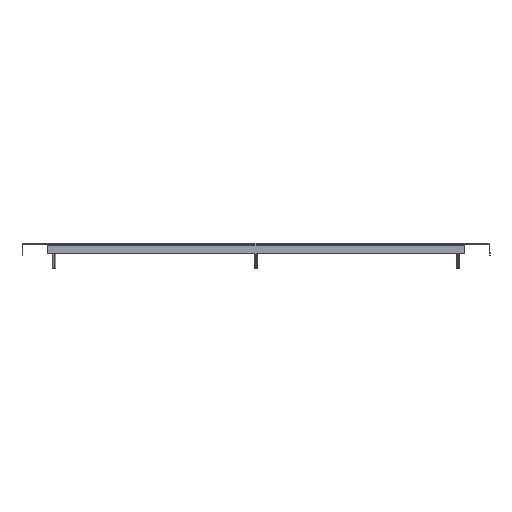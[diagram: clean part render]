
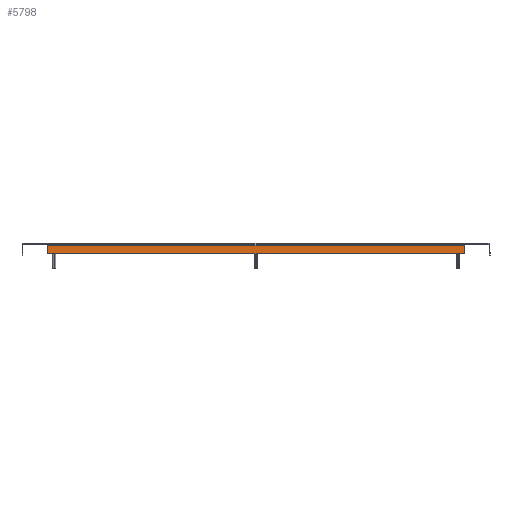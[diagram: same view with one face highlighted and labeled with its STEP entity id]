
A CAD part, front view. The second image highlights one B-rep face of the part: STEP entity #5798.
In plain terms, the highlighted planar face has unit normal (0, -1, 0).
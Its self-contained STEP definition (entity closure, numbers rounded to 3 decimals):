
#3 = EDGE_LOOP ( 'NONE', ( #416, #6390, #2767, #6184 ) ) ;
#144 = AXIS2_PLACEMENT_3D ( 'NONE', #1407, #4817, #4291 ) ;
#416 = ORIENTED_EDGE ( 'NONE', *, *, #3924, .F. ) ;
#515 = VERTEX_POINT ( 'NONE', #3574 ) ;
#624 = CARTESIAN_POINT ( 'NONE',  ( -360., -1002.25, -16.5 ) ) ;
#1109 = LINE ( 'NONE', #4616, #4326 ) ;
#1190 = DIRECTION ( 'NONE',  ( 0., 0., 1. ) ) ;
#1212 = LINE ( 'NONE', #2083, #2150 ) ;
#1407 = CARTESIAN_POINT ( 'NONE',  ( 0., -1002.25, 0. ) ) ;
#1427 = CARTESIAN_POINT ( 'NONE',  ( 360., -1002.25, -16.5 ) ) ;
#1608 = EDGE_CURVE ( 'NONE', #4940, #5456, #1212, .T. ) ;
#2083 = CARTESIAN_POINT ( 'NONE',  ( 360., -1002.25, 0. ) ) ;
#2150 = VECTOR ( 'NONE', #1190, 1000. ) ;
#2280 = FACE_OUTER_BOUND ( 'NONE', #3, .T. ) ;
#2372 = CARTESIAN_POINT ( 'NONE',  ( -360., -1002.25, -16.5 ) ) ;
#2611 = VECTOR ( 'NONE', #3346, 1000. ) ;
#2767 = ORIENTED_EDGE ( 'NONE', *, *, #5288, .T. ) ;
#3346 = DIRECTION ( 'NONE',  ( 0., 0., -1. ) ) ;
#3574 = CARTESIAN_POINT ( 'NONE',  ( -360., -1002.25, -1.3 ) ) ;
#3756 = LINE ( 'NONE', #4734, #5914 ) ;
#3844 = CARTESIAN_POINT ( 'NONE',  ( 360., -1002.25, -1.3 ) ) ;
#3872 = PLANE ( 'NONE',  #144 ) ;
#3924 = EDGE_CURVE ( 'NONE', #515, #5456, #1109, .T. ) ;
#4016 = VERTEX_POINT ( 'NONE', #624 ) ;
#4291 = DIRECTION ( 'NONE',  ( 0., 0., 1. ) ) ;
#4326 = VECTOR ( 'NONE', #5544, 1000. ) ;
#4616 = CARTESIAN_POINT ( 'NONE',  ( 0., -1002.25, -1.3 ) ) ;
#4734 = CARTESIAN_POINT ( 'NONE',  ( 360., -1002.25, -16.5 ) ) ;
#4817 = DIRECTION ( 'NONE',  ( 0., 1., 0. ) ) ;
#4940 = VERTEX_POINT ( 'NONE', #1427 ) ;
#5288 = EDGE_CURVE ( 'NONE', #4016, #4940, #3756, .T. ) ;
#5456 = VERTEX_POINT ( 'NONE', #3844 ) ;
#5544 = DIRECTION ( 'NONE',  ( 1., 0., 0. ) ) ;
#5798 = ADVANCED_FACE ( 'NONE', ( #2280 ), #3872, .F. ) ;
#5818 = EDGE_CURVE ( 'NONE', #515, #4016, #6331, .T. ) ;
#5914 = VECTOR ( 'NONE', #6193, 1000. ) ;
#6184 = ORIENTED_EDGE ( 'NONE', *, *, #1608, .T. ) ;
#6193 = DIRECTION ( 'NONE',  ( 1., 0., 0. ) ) ;
#6331 = LINE ( 'NONE', #2372, #2611 ) ;
#6390 = ORIENTED_EDGE ( 'NONE', *, *, #5818, .T. ) ;
